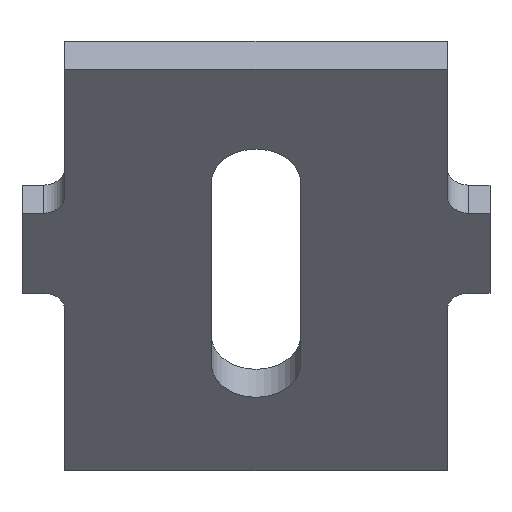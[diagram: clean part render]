
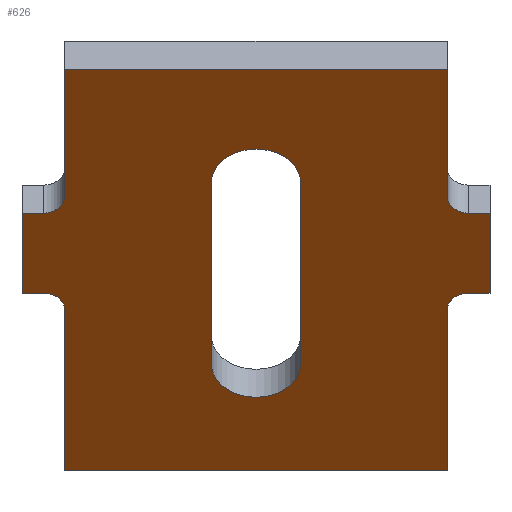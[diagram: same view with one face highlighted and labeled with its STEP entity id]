
A CAD part, left-side view. The second image highlights one B-rep face of the part: STEP entity #626.
In plain terms, the highlighted planar face has unit normal (-0.753, 0, -0.658).
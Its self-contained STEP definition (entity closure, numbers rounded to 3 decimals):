
#57=CARTESIAN_POINT('Line Origine',(83.57,-11.,24.581)) ;
#61=CARTESIAN_POINT('Vertex',(81.924,-11.,26.463)) ;
#63=CARTESIAN_POINT('Vertex',(85.217,-11.,22.7)) ;
#97=CARTESIAN_POINT('Line Origine',(83.57,11.,24.581)) ;
#101=CARTESIAN_POINT('Vertex',(85.217,11.,22.7)) ;
#103=CARTESIAN_POINT('Vertex',(81.924,11.,26.463)) ;
#141=CARTESIAN_POINT('Vertex',(92.527,-9.,14.345)) ;
#146=CARTESIAN_POINT('Line Origine',(92.527,0.,14.345)) ;
#150=CARTESIAN_POINT('Vertex',(92.527,9.,14.345)) ;
#181=CARTESIAN_POINT('Vertex',(75.997,9.,33.236)) ;
#186=CARTESIAN_POINT('Line Origine',(75.997,0.,33.236)) ;
#190=CARTESIAN_POINT('Vertex',(75.997,-9.,33.236)) ;
#230=CARTESIAN_POINT('Vertex',(88.114,-2.1,19.388)) ;
#233=CARTESIAN_POINT('Line Origine',(84.393,-2.1,23.64)) ;
#237=CARTESIAN_POINT('Vertex',(80.673,-2.1,27.893)) ;
#264=CARTESIAN_POINT('Axis2P3D Location',(80.673,0.,27.893)) ;
#268=CARTESIAN_POINT('Vertex',(80.673,2.1,27.893)) ;
#295=CARTESIAN_POINT('Line Origine',(84.393,2.1,23.64)) ;
#299=CARTESIAN_POINT('Vertex',(88.114,2.1,19.388)) ;
#324=CARTESIAN_POINT('Axis2P3D Location',(88.114,0.,19.388)) ;
#341=CARTESIAN_POINT('Line Origine',(85.217,10.5,22.7)) ;
#345=CARTESIAN_POINT('Vertex',(85.217,10.,22.7)) ;
#376=CARTESIAN_POINT('Vertex',(85.875,9.,21.947)) ;
#386=CARTESIAN_POINT('Line Origine',(89.201,9.,18.146)) ;
#403=CARTESIAN_POINT('Axis2P3D Location',(85.875,10.,21.947)) ;
#432=CARTESIAN_POINT('Line Origine',(81.924,10.5,26.463)) ;
#436=CARTESIAN_POINT('Vertex',(81.924,10.,26.463)) ;
#455=CARTESIAN_POINT('Vertex',(81.265,9.,27.215)) ;
#460=CARTESIAN_POINT('Line Origine',(78.631,9.,30.225)) ;
#482=CARTESIAN_POINT('Axis2P3D Location',(81.265,10.,27.215)) ;
#506=CARTESIAN_POINT('Line Origine',(85.217,-10.5,22.7)) ;
#510=CARTESIAN_POINT('Vertex',(85.217,-10.,22.7)) ;
#534=CARTESIAN_POINT('Vertex',(85.875,-9.,21.947)) ;
#539=CARTESIAN_POINT('Line Origine',(89.201,-9.,18.146)) ;
#561=CARTESIAN_POINT('Axis2P3D Location',(85.875,-10.,21.947)) ;
#578=CARTESIAN_POINT('Axis2P3D Location',(59.514,0.,52.074)) ;
#583=CARTESIAN_POINT('Line Origine',(78.631,-9.,30.225)) ;
#587=CARTESIAN_POINT('Vertex',(81.265,-9.,27.215)) ;
#590=CARTESIAN_POINT('Line Origine',(81.924,-10.5,26.463)) ;
#594=CARTESIAN_POINT('Vertex',(81.924,-10.,26.463)) ;
#597=CARTESIAN_POINT('Axis2P3D Location',(81.265,-10.,27.215)) ;
#58=DIRECTION('Vector Direction',(0.659,0.,-0.753)) ;
#98=DIRECTION('Vector Direction',(-0.659,0.,0.753)) ;
#147=DIRECTION('Vector Direction',(0.,-1.,0.)) ;
#187=DIRECTION('Vector Direction',(0.,1.,0.)) ;
#234=DIRECTION('Vector Direction',(0.659,0.,-0.753)) ;
#265=DIRECTION('Axis2P3D Direction',(0.753,0.,0.659)) ;
#296=DIRECTION('Vector Direction',(-0.659,0.,0.753)) ;
#325=DIRECTION('Axis2P3D Direction',(0.753,0.,0.659)) ;
#342=DIRECTION('Vector Direction',(0.,-1.,0.)) ;
#387=DIRECTION('Vector Direction',(0.659,0.,-0.753)) ;
#404=DIRECTION('Axis2P3D Direction',(-0.753,-0.,-0.659)) ;
#433=DIRECTION('Vector Direction',(0.,1.,0.)) ;
#461=DIRECTION('Vector Direction',(0.659,0.,-0.753)) ;
#483=DIRECTION('Axis2P3D Direction',(0.753,0.,0.659)) ;
#507=DIRECTION('Vector Direction',(0.,-1.,0.)) ;
#540=DIRECTION('Vector Direction',(-0.659,0.,0.753)) ;
#562=DIRECTION('Axis2P3D Direction',(0.753,0.,0.659)) ;
#579=DIRECTION('Axis2P3D Direction',(0.753,-0.,0.659)) ;
#580=DIRECTION('Axis2P3D XDirection',(0.,1.,0.)) ;
#584=DIRECTION('Vector Direction',(-0.659,0.,0.753)) ;
#591=DIRECTION('Vector Direction',(0.,1.,0.)) ;
#598=DIRECTION('Axis2P3D Direction',(0.753,-0.,0.659)) ;
#266=AXIS2_PLACEMENT_3D('Circle Axis2P3D',#264,#265,$) ;
#326=AXIS2_PLACEMENT_3D('Circle Axis2P3D',#324,#325,$) ;
#405=AXIS2_PLACEMENT_3D('Circle Axis2P3D',#403,#404,$) ;
#484=AXIS2_PLACEMENT_3D('Circle Axis2P3D',#482,#483,$) ;
#563=AXIS2_PLACEMENT_3D('Circle Axis2P3D',#561,#562,$) ;
#581=AXIS2_PLACEMENT_3D('Plane Axis2P3D',#578,#579,#580) ;
#599=AXIS2_PLACEMENT_3D('Circle Axis2P3D',#597,#598,$) ;
#603=ORIENTED_EDGE('',*,*,#589,.F.) ;
#604=ORIENTED_EDGE('',*,*,#192,.F.) ;
#605=ORIENTED_EDGE('',*,*,#464,.F.) ;
#606=ORIENTED_EDGE('',*,*,#486,.T.) ;
#607=ORIENTED_EDGE('',*,*,#438,.F.) ;
#608=ORIENTED_EDGE('',*,*,#105,.F.) ;
#609=ORIENTED_EDGE('',*,*,#347,.F.) ;
#610=ORIENTED_EDGE('',*,*,#407,.T.) ;
#611=ORIENTED_EDGE('',*,*,#390,.F.) ;
#612=ORIENTED_EDGE('',*,*,#152,.F.) ;
#613=ORIENTED_EDGE('',*,*,#543,.F.) ;
#614=ORIENTED_EDGE('',*,*,#565,.T.) ;
#615=ORIENTED_EDGE('',*,*,#512,.F.) ;
#616=ORIENTED_EDGE('',*,*,#65,.F.) ;
#617=ORIENTED_EDGE('',*,*,#596,.F.) ;
#618=ORIENTED_EDGE('',*,*,#601,.T.) ;
#621=ORIENTED_EDGE('',*,*,#328,.T.) ;
#622=ORIENTED_EDGE('',*,*,#301,.T.) ;
#623=ORIENTED_EDGE('',*,*,#270,.T.) ;
#624=ORIENTED_EDGE('',*,*,#239,.T.) ;
#625=FACE_BOUND('',#620,.T.) ;
#59=VECTOR('Line Direction',#58,1.) ;
#99=VECTOR('Line Direction',#98,1.) ;
#148=VECTOR('Line Direction',#147,1.) ;
#188=VECTOR('Line Direction',#187,1.) ;
#235=VECTOR('Line Direction',#234,1.) ;
#297=VECTOR('Line Direction',#296,1.) ;
#343=VECTOR('Line Direction',#342,1.) ;
#388=VECTOR('Line Direction',#387,1.) ;
#434=VECTOR('Line Direction',#433,1.) ;
#462=VECTOR('Line Direction',#461,1.) ;
#508=VECTOR('Line Direction',#507,1.) ;
#541=VECTOR('Line Direction',#540,1.) ;
#585=VECTOR('Line Direction',#584,1.) ;
#592=VECTOR('Line Direction',#591,1.) ;
#626=ADVANCED_FACE('Corps principal',(#619,#625),#582,.F.) ;
#267=CIRCLE('generated circle',#266,2.1) ;
#327=CIRCLE('generated circle',#326,2.1) ;
#406=CIRCLE('generated circle',#405,1.) ;
#485=CIRCLE('generated circle',#484,1.) ;
#564=CIRCLE('generated circle',#563,1.) ;
#600=CIRCLE('generated circle',#599,1.) ;
#65=EDGE_CURVE('',#62,#64,#60,.T.) ;
#105=EDGE_CURVE('',#102,#104,#100,.T.) ;
#152=EDGE_CURVE('',#142,#151,#149,.F.) ;
#192=EDGE_CURVE('',#182,#191,#189,.F.) ;
#239=EDGE_CURVE('',#238,#231,#236,.T.) ;
#270=EDGE_CURVE('',#269,#238,#267,.T.) ;
#301=EDGE_CURVE('',#300,#269,#298,.T.) ;
#328=EDGE_CURVE('',#231,#300,#327,.T.) ;
#347=EDGE_CURVE('',#346,#102,#344,.F.) ;
#390=EDGE_CURVE('',#151,#377,#389,.F.) ;
#407=EDGE_CURVE('',#346,#377,#406,.F.) ;
#438=EDGE_CURVE('',#104,#437,#435,.F.) ;
#464=EDGE_CURVE('',#456,#182,#463,.F.) ;
#486=EDGE_CURVE('',#456,#437,#485,.T.) ;
#512=EDGE_CURVE('',#64,#511,#509,.F.) ;
#543=EDGE_CURVE('',#535,#142,#542,.F.) ;
#565=EDGE_CURVE('',#535,#511,#564,.T.) ;
#589=EDGE_CURVE('',#191,#588,#586,.F.) ;
#596=EDGE_CURVE('',#595,#62,#593,.F.) ;
#601=EDGE_CURVE('',#595,#588,#600,.T.) ;
#602=EDGE_LOOP('',(#603,#604,#605,#606,#607,#608,#609,#610,#611,#612,#613,#614,#615,#616,#617,#618)) ;
#620=EDGE_LOOP('',(#621,#622,#623,#624)) ;
#619=FACE_OUTER_BOUND('',#602,.T.) ;
#60=LINE('Line',#57,#59) ;
#100=LINE('Line',#97,#99) ;
#149=LINE('Line',#146,#148) ;
#189=LINE('Line',#186,#188) ;
#236=LINE('Line',#233,#235) ;
#298=LINE('Line',#295,#297) ;
#344=LINE('Line',#341,#343) ;
#389=LINE('Line',#386,#388) ;
#435=LINE('Line',#432,#434) ;
#463=LINE('Line',#460,#462) ;
#509=LINE('Line',#506,#508) ;
#542=LINE('Line',#539,#541) ;
#586=LINE('Line',#583,#585) ;
#593=LINE('Line',#590,#592) ;
#582=PLANE('Plane',#581) ;
#62=VERTEX_POINT('',#61) ;
#64=VERTEX_POINT('',#63) ;
#102=VERTEX_POINT('',#101) ;
#104=VERTEX_POINT('',#103) ;
#142=VERTEX_POINT('',#141) ;
#151=VERTEX_POINT('',#150) ;
#182=VERTEX_POINT('',#181) ;
#191=VERTEX_POINT('',#190) ;
#231=VERTEX_POINT('',#230) ;
#238=VERTEX_POINT('',#237) ;
#269=VERTEX_POINT('',#268) ;
#300=VERTEX_POINT('',#299) ;
#346=VERTEX_POINT('',#345) ;
#377=VERTEX_POINT('',#376) ;
#437=VERTEX_POINT('',#436) ;
#456=VERTEX_POINT('',#455) ;
#511=VERTEX_POINT('',#510) ;
#535=VERTEX_POINT('',#534) ;
#588=VERTEX_POINT('',#587) ;
#595=VERTEX_POINT('',#594) ;
